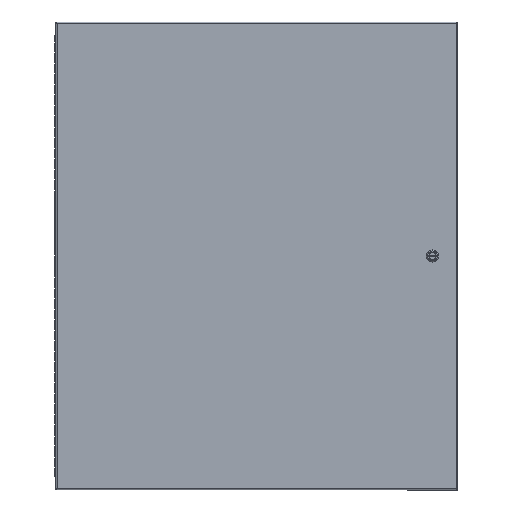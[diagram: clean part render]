
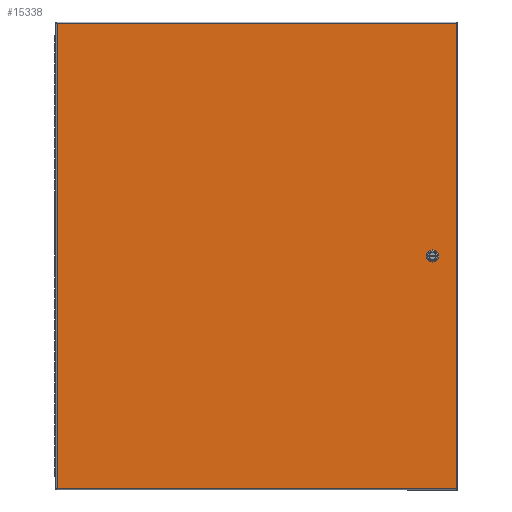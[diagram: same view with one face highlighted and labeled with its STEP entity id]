
A CAD part, top view. The second image highlights one B-rep face of the part: STEP entity #15338.
In plain terms, the highlighted planar face has unit normal (0, 0, 1).
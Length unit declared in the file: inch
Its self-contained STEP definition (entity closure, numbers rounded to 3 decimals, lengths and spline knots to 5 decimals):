
#330=FACE_BOUND('',#1735,.T.);
#825=FACE_OUTER_BOUND('',#1734,.T.);
#1734=EDGE_LOOP('',(#10285,#10286,#10287,#10288));
#1735=EDGE_LOOP('',(#10289,#10290,#10291,#10292,#10293,#10294,#10295,#10296));
#2576=CIRCLE('',#16272,0.453);
#2578=CIRCLE('',#16276,0.453);
#2580=CIRCLE('',#16280,0.453);
#2582=CIRCLE('',#16284,0.453);
#3331=LINE('',#22825,#4834);
#3347=LINE('',#23036,#4850);
#3351=LINE('',#23050,#4854);
#3355=LINE('',#23062,#4858);
#3359=LINE('',#23074,#4862);
#3363=LINE('',#23084,#4866);
#3369=LINE('',#23096,#4872);
#3371=LINE('',#23102,#4874);
#4834=VECTOR('',#18178,42.19575);
#4850=VECTOR('',#18210,42.19575);
#4854=VECTOR('',#18222,0.42712);
#4858=VECTOR('',#18234,0.42712);
#4862=VECTOR('',#18246,0.42712);
#4866=VECTOR('',#18258,0.42712);
#4872=VECTOR('',#18272,36.1645);
#4874=VECTOR('',#18282,36.1645);
#6238=VERTEX_POINT('',#22603);
#6254=VERTEX_POINT('',#22723);
#6269=VERTEX_POINT('',#22824);
#6275=VERTEX_POINT('',#22970);
#6278=VERTEX_POINT('',#23041);
#6279=VERTEX_POINT('',#23043);
#6281=VERTEX_POINT('',#23049);
#6283=VERTEX_POINT('',#23055);
#6285=VERTEX_POINT('',#23061);
#6287=VERTEX_POINT('',#23067);
#6289=VERTEX_POINT('',#23073);
#6291=VERTEX_POINT('',#23079);
#7714=EDGE_CURVE('',#6269,#6254,#3331,.T.);
#7739=EDGE_CURVE('',#6238,#6275,#3347,.T.);
#7742=EDGE_CURVE('',#6279,#6278,#2576,.T.);
#7745=EDGE_CURVE('',#6281,#6279,#3351,.T.);
#7748=EDGE_CURVE('',#6283,#6281,#2578,.T.);
#7751=EDGE_CURVE('',#6285,#6283,#3355,.T.);
#7754=EDGE_CURVE('',#6287,#6285,#2580,.T.);
#7757=EDGE_CURVE('',#6289,#6287,#3359,.T.);
#7760=EDGE_CURVE('',#6291,#6289,#2582,.T.);
#7763=EDGE_CURVE('',#6278,#6291,#3363,.T.);
#7769=EDGE_CURVE('',#6254,#6238,#3369,.T.);
#7771=EDGE_CURVE('',#6275,#6269,#3371,.T.);
#10285=ORIENTED_EDGE('',*,*,#7739,.T.);
#10286=ORIENTED_EDGE('',*,*,#7771,.T.);
#10287=ORIENTED_EDGE('',*,*,#7714,.T.);
#10288=ORIENTED_EDGE('',*,*,#7769,.T.);
#10289=ORIENTED_EDGE('',*,*,#7742,.T.);
#10290=ORIENTED_EDGE('',*,*,#7763,.T.);
#10291=ORIENTED_EDGE('',*,*,#7760,.T.);
#10292=ORIENTED_EDGE('',*,*,#7757,.T.);
#10293=ORIENTED_EDGE('',*,*,#7754,.T.);
#10294=ORIENTED_EDGE('',*,*,#7751,.T.);
#10295=ORIENTED_EDGE('',*,*,#7748,.T.);
#10296=ORIENTED_EDGE('',*,*,#7745,.T.);
#13906=PLANE('',#16295);
#15338=ADVANCED_FACE('',(#825,#330),#13906,.T.);
#16272=AXIS2_PLACEMENT_3D('',#23044,#18216,#18217);
#16276=AXIS2_PLACEMENT_3D('',#23056,#18228,#18229);
#16280=AXIS2_PLACEMENT_3D('',#23068,#18240,#18241);
#16284=AXIS2_PLACEMENT_3D('',#23080,#18252,#18253);
#16295=AXIS2_PLACEMENT_3D('',#23104,#18285,#18286);
#18178=DIRECTION('',(0.,-1.,0.));
#18210=DIRECTION('',(0.,1.,0.));
#18216=DIRECTION('center_axis',(0.,0.,-1.));
#18217=DIRECTION('ref_axis',(0.882,0.471,0.));
#18222=DIRECTION('',(1.,0.,0.));
#18228=DIRECTION('center_axis',(0.,0.,-1.));
#18229=DIRECTION('ref_axis',(-0.471,0.882,0.));
#18234=DIRECTION('',(0.,1.,0.));
#18240=DIRECTION('center_axis',(0.,0.,-1.));
#18241=DIRECTION('ref_axis',(-0.882,-0.471,0.));
#18246=DIRECTION('',(-1.,0.,0.));
#18252=DIRECTION('center_axis',(0.,0.,-1.));
#18253=DIRECTION('ref_axis',(0.471,-0.882,0.));
#18258=DIRECTION('',(0.,-1.,0.));
#18272=DIRECTION('',(1.,0.,0.));
#18282=DIRECTION('',(-1.,0.,0.));
#18285=DIRECTION('center_axis',(0.,0.,1.));
#18286=DIRECTION('ref_axis',(1.,0.,0.));
#22603=CARTESIAN_POINT('',(18.08225,-21.09788,0.074));
#22723=CARTESIAN_POINT('',(-18.08225,-21.09788,0.074));
#22824=CARTESIAN_POINT('',(-18.08225,21.09788,0.074));
#22825=CARTESIAN_POINT('',(-18.08225,10.54894,0.074));
#22970=CARTESIAN_POINT('',(18.08225,21.09788,0.074));
#23036=CARTESIAN_POINT('',(18.08225,-10.54894,0.074));
#23041=CARTESIAN_POINT('',(16.337,0.21356,0.074));
#23043=CARTESIAN_POINT('',(16.15112,0.3995,0.074));
#23044=CARTESIAN_POINT('Origin',(15.93748,0.00005,0.074));
#23049=CARTESIAN_POINT('',(15.724,0.3995,0.074));
#23050=CARTESIAN_POINT('',(8.07556,0.3995,0.074));
#23055=CARTESIAN_POINT('',(15.538,0.21356,0.074));
#23056=CARTESIAN_POINT('Origin',(15.93748,-0.00005,0.074));
#23061=CARTESIAN_POINT('',(15.538,-0.21356,0.074));
#23062=CARTESIAN_POINT('',(15.538,0.10678,0.074));
#23067=CARTESIAN_POINT('',(15.72394,-0.3995,0.074));
#23068=CARTESIAN_POINT('Origin',(15.9375,0.,
0.074));
#23073=CARTESIAN_POINT('',(16.15106,-0.3995,0.074));
#23074=CARTESIAN_POINT('',(7.86197,-0.3995,0.074));
#23079=CARTESIAN_POINT('',(16.337,-0.21356,0.074));
#23080=CARTESIAN_POINT('Origin',(15.9375,0.,0.074));
#23084=CARTESIAN_POINT('',(16.337,-0.10678,0.074));
#23096=CARTESIAN_POINT('',(-9.04113,-21.09788,0.074));
#23102=CARTESIAN_POINT('',(9.04113,21.09788,0.074));
#23104=CARTESIAN_POINT('Origin',(0.,0.,
0.074));
